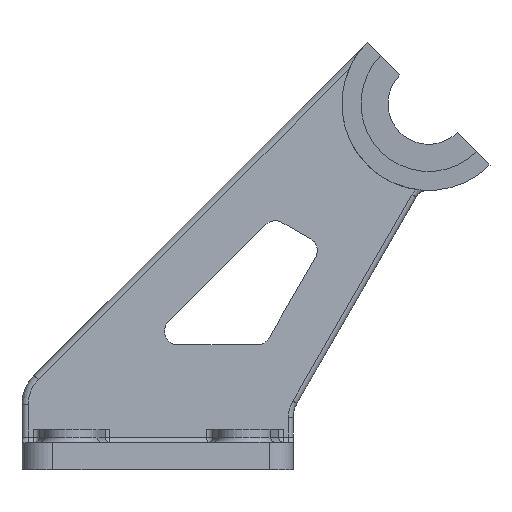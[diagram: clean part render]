
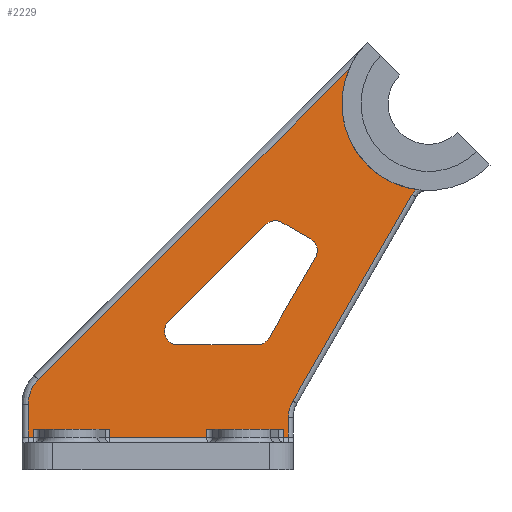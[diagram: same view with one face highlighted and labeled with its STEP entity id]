
A CAD part, front view. The second image highlights one B-rep face of the part: STEP entity #2229.
In plain terms, the highlighted planar face has unit normal (0.139, -0.99, 0).
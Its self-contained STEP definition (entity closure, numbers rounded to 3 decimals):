
#25=FACE_BOUND('',#359,.T.);
#60=ELLIPSE('',#2442,7.069,7.);
#62=ELLIPSE('',#2447,12.118,12.);
#63=ELLIPSE('',#2450,32.314,32.);
#64=ELLIPSE('',#2451,13.128,13.);
#65=ELLIPSE('',#2452,5.049,5.);
#66=ELLIPSE('',#2453,5.049,5.);
#67=ELLIPSE('',#2454,5.049,5.);
#68=ELLIPSE('',#2455,5.049,5.);
#129=PLANE('',#2449);
#233=FACE_OUTER_BOUND('',#358,.T.);
#358=EDGE_LOOP('',(#1732,#1733,#1734,#1735,#1736,#1737,#1738,#1739,#1740,
#1741,#1742,#1743,#1744,#1745,#1746,#1747,#1748));
#359=EDGE_LOOP('',(#1749,#1750,#1751,#1752,#1753,#1754,#1755,#1756));
#466=LINE('',#3381,#644);
#471=LINE('',#3407,#649);
#477=LINE('',#3430,#655);
#484=LINE('',#3450,#662);
#515=LINE('',#3713,#693);
#516=LINE('',#3731,#694);
#518=LINE('',#3768,#696);
#526=LINE('',#3844,#704);
#528=LINE('',#3872,#706);
#529=LINE('',#3877,#707);
#530=LINE('',#3880,#708);
#531=LINE('',#3881,#709);
#532=LINE('',#3882,#710);
#533=LINE('',#3885,#711);
#534=LINE('',#3889,#712);
#535=LINE('',#3893,#713);
#536=LINE('',#3897,#714);
#644=VECTOR('',#2671,3.);
#649=VECTOR('',#2700,3.);
#655=VECTOR('',#2724,3.);
#662=VECTOR('',#2743,3.);
#693=VECTOR('',#2880,1.995);
#694=VECTOR('',#2891,36.247);
#696=VECTOR('',#2911,1.938);
#704=VECTOR('',#2945,88.183);
#706=VECTOR('',#2955,7.321);
#707=VECTOR('',#2960,162.868);
#708=VECTOR('',#2963,12.042);
#709=VECTOR('',#2964,28.384);
#710=VECTOR('',#2965,28.381);
#711=VECTOR('',#2966,29.493);
#712=VECTOR('',#2969,50.967);
#713=VECTOR('',#2972,12.257);
#714=VECTOR('',#2975,34.47);
#931=VERTEX_POINT('',#3374);
#934=VERTEX_POINT('',#3379);
#940=VERTEX_POINT('',#3398);
#943=VERTEX_POINT('',#3405);
#948=VERTEX_POINT('',#3421);
#951=VERTEX_POINT('',#3428);
#955=VERTEX_POINT('',#3443);
#958=VERTEX_POINT('',#3448);
#1002=VERTEX_POINT('',#3711);
#1008=VERTEX_POINT('',#3751);
#1017=VERTEX_POINT('',#3824);
#1020=VERTEX_POINT('',#3829);
#1021=VERTEX_POINT('',#3840);
#1023=VERTEX_POINT('',#3865);
#1025=VERTEX_POINT('',#3874);
#1026=VERTEX_POINT('',#3876);
#1027=VERTEX_POINT('',#3878);
#1028=VERTEX_POINT('',#3883);
#1029=VERTEX_POINT('',#3884);
#1030=VERTEX_POINT('',#3886);
#1031=VERTEX_POINT('',#3888);
#1032=VERTEX_POINT('',#3890);
#1033=VERTEX_POINT('',#3892);
#1034=VERTEX_POINT('',#3894);
#1035=VERTEX_POINT('',#3896);
#1154=EDGE_CURVE('',#934,#931,#466,.T.);
#1166=EDGE_CURVE('',#943,#940,#471,.T.);
#1177=EDGE_CURVE('',#951,#948,#477,.T.);
#1187=EDGE_CURVE('',#958,#955,#484,.T.);
#1258=EDGE_CURVE('',#1002,#934,#515,.T.);
#1263=EDGE_CURVE('',#940,#958,#516,.T.);
#1273=EDGE_CURVE('',#948,#1008,#518,.T.);
#1288=EDGE_CURVE('',#1020,#1017,#60,.T.);
#1291=EDGE_CURVE('',#1017,#1021,#526,.T.);
#1294=EDGE_CURVE('',#1021,#1023,#62,.T.);
#1296=EDGE_CURVE('',#1023,#1002,#528,.T.);
#1297=EDGE_CURVE('',#1025,#1020,#63,.T.);
#1298=EDGE_CURVE('',#1026,#1025,#529,.T.);
#1299=EDGE_CURVE('',#1027,#1026,#64,.T.);
#1300=EDGE_CURVE('',#1008,#1027,#530,.T.);
#1301=EDGE_CURVE('',#951,#955,#531,.T.);
#1302=EDGE_CURVE('',#943,#931,#532,.T.);
#1303=EDGE_CURVE('',#1028,#1029,#533,.T.);
#1304=EDGE_CURVE('',#1029,#1030,#65,.T.);
#1305=EDGE_CURVE('',#1030,#1031,#534,.T.);
#1306=EDGE_CURVE('',#1031,#1032,#66,.T.);
#1307=EDGE_CURVE('',#1032,#1033,#535,.T.);
#1308=EDGE_CURVE('',#1033,#1034,#67,.T.);
#1309=EDGE_CURVE('',#1034,#1035,#536,.T.);
#1310=EDGE_CURVE('',#1035,#1028,#68,.T.);
#1732=ORIENTED_EDGE('',*,*,#1154,.F.);
#1733=ORIENTED_EDGE('',*,*,#1258,.F.);
#1734=ORIENTED_EDGE('',*,*,#1296,.F.);
#1735=ORIENTED_EDGE('',*,*,#1294,.F.);
#1736=ORIENTED_EDGE('',*,*,#1291,.F.);
#1737=ORIENTED_EDGE('',*,*,#1288,.F.);
#1738=ORIENTED_EDGE('',*,*,#1297,.F.);
#1739=ORIENTED_EDGE('',*,*,#1298,.F.);
#1740=ORIENTED_EDGE('',*,*,#1299,.F.);
#1741=ORIENTED_EDGE('',*,*,#1300,.F.);
#1742=ORIENTED_EDGE('',*,*,#1273,.F.);
#1743=ORIENTED_EDGE('',*,*,#1177,.F.);
#1744=ORIENTED_EDGE('',*,*,#1301,.T.);
#1745=ORIENTED_EDGE('',*,*,#1187,.F.);
#1746=ORIENTED_EDGE('',*,*,#1263,.F.);
#1747=ORIENTED_EDGE('',*,*,#1166,.F.);
#1748=ORIENTED_EDGE('',*,*,#1302,.T.);
#1749=ORIENTED_EDGE('',*,*,#1303,.T.);
#1750=ORIENTED_EDGE('',*,*,#1304,.T.);
#1751=ORIENTED_EDGE('',*,*,#1305,.T.);
#1752=ORIENTED_EDGE('',*,*,#1306,.T.);
#1753=ORIENTED_EDGE('',*,*,#1307,.T.);
#1754=ORIENTED_EDGE('',*,*,#1308,.T.);
#1755=ORIENTED_EDGE('',*,*,#1309,.T.);
#1756=ORIENTED_EDGE('',*,*,#1310,.T.);
#2229=ADVANCED_FACE('',(#233,#25),#129,.T.);
#2442=AXIS2_PLACEMENT_3D('',#3838,#2938,#2939);
#2447=AXIS2_PLACEMENT_3D('',#3869,#2950,#2951);
#2449=AXIS2_PLACEMENT_3D('',#3873,#2956,#2957);
#2450=AXIS2_PLACEMENT_3D('',#3875,#2958,#2959);
#2451=AXIS2_PLACEMENT_3D('',#3879,#2961,#2962);
#2452=AXIS2_PLACEMENT_3D('',#3887,#2967,#2968);
#2453=AXIS2_PLACEMENT_3D('',#3891,#2970,#2971);
#2454=AXIS2_PLACEMENT_3D('',#3895,#2973,#2974);
#2455=AXIS2_PLACEMENT_3D('',#3898,#2976,#2977);
#2671=DIRECTION('',(0.,0.,1.));
#2700=DIRECTION('',(0.,0.,-1.));
#2724=DIRECTION('',(0.,0.,-1.));
#2743=DIRECTION('',(0.,0.,1.));
#2880=DIRECTION('',(-0.99,-0.139,0.));
#2891=DIRECTION('',(-0.99,-0.139,0.));
#2911=DIRECTION('',(-0.99,-0.139,0.));
#2938=DIRECTION('center_axis',(0.139,-0.99,0.));
#2939=DIRECTION('ref_axis',(-0.99,-0.139,0.));
#2945=DIRECTION('',(-0.499,-0.07,-0.864));
#2950=DIRECTION('center_axis',(0.139,-0.99,0.));
#2951=DIRECTION('ref_axis',(-0.99,-0.139,0.));
#2955=DIRECTION('',(0.,0.,-1.));
#2956=DIRECTION('center_axis',(0.139,-0.99,0.));
#2957=DIRECTION('ref_axis',(0.,0.,-1.));
#2958=DIRECTION('center_axis',(0.139,-0.99,0.));
#2959=DIRECTION('ref_axis',(0.99,0.139,0.));
#2960=DIRECTION('',(0.704,0.099,0.704));
#2961=DIRECTION('center_axis',(-0.139,0.99,0.));
#2962=DIRECTION('ref_axis',(-0.99,-0.139,0.));
#2963=DIRECTION('',(0.,0.,1.));
#2964=DIRECTION('',(0.99,0.139,0.));
#2965=DIRECTION('',(0.99,0.139,0.));
#2966=DIRECTION('',(-0.99,-0.139,0.));
#2967=DIRECTION('center_axis',(-0.139,0.99,0.));
#2968=DIRECTION('ref_axis',(-0.99,-0.139,0.));
#2969=DIRECTION('',(0.704,0.099,0.704));
#2970=DIRECTION('center_axis',(-0.139,0.99,0.));
#2971=DIRECTION('ref_axis',(-0.99,-0.139,0.));
#2972=DIRECTION('',(0.86,0.121,-0.496));
#2973=DIRECTION('center_axis',(-0.139,0.99,0.));
#2974=DIRECTION('ref_axis',(0.99,0.139,0.));
#2975=DIRECTION('',(-0.499,-0.07,-0.864));
#2976=DIRECTION('center_axis',(-0.139,0.99,0.));
#2977=DIRECTION('ref_axis',(0.99,0.139,0.));
#3374=CARTESIAN_POINT('',(96.303,-18.965,15.));
#3379=CARTESIAN_POINT('',(96.303,-18.965,12.));
#3381=CARTESIAN_POINT('',(96.303,-18.965,5.));
#3398=CARTESIAN_POINT('',(68.199,-22.915,12.));
#3405=CARTESIAN_POINT('',(68.199,-22.915,15.));
#3407=CARTESIAN_POINT('',(68.199,-22.915,5.));
#3421=CARTESIAN_POINT('',(4.197,-31.91,12.));
#3428=CARTESIAN_POINT('',(4.197,-31.91,15.));
#3430=CARTESIAN_POINT('',(4.197,-31.91,5.));
#3443=CARTESIAN_POINT('',(32.305,-27.96,15.));
#3448=CARTESIAN_POINT('',(32.305,-27.96,12.));
#3450=CARTESIAN_POINT('',(32.305,-27.96,5.));
#3711=CARTESIAN_POINT('',(98.278,-18.688,12.));
#3713=CARTESIAN_POINT('',(140.869,-12.702,12.));
#3731=CARTESIAN_POINT('',(140.869,-12.702,12.));
#3751=CARTESIAN_POINT('',(2.278,-32.18,12.));
#3768=CARTESIAN_POINT('',(140.869,-12.702,12.));
#3824=CARTESIAN_POINT('',(143.869,-12.28,101.502));
#3829=CARTESIAN_POINT('',(145.395,-12.066,103.333));
#3838=CARTESIAN_POINT('Origin',(149.931,-11.429,98.002));
#3840=CARTESIAN_POINT('',(99.886,-18.462,25.321));
#3844=CARTESIAN_POINT('',(110.715,-16.94,44.077));
#3865=CARTESIAN_POINT('',(98.278,-18.688,19.321));
#3869=CARTESIAN_POINT('Origin',(110.278,-17.001,19.321));
#3872=CARTESIAN_POINT('',(98.278,-18.688,0.));
#3873=CARTESIAN_POINT('Origin',(231.25,0.,0.));
#3874=CARTESIAN_POINT('',(120.687,-15.539,147.835));
#3875=CARTESIAN_POINT('Origin',(150.,-11.419,135.));
#3876=CARTESIAN_POINT('',(6.086,-31.645,33.234));
#3877=CARTESIAN_POINT('',(116.62,-16.11,143.768));
#3878=CARTESIAN_POINT('',(2.278,-32.18,24.042));
#3879=CARTESIAN_POINT('Origin',(15.278,-30.353,24.042));
#3880=CARTESIAN_POINT('',(2.278,-32.18,0.));
#3881=CARTESIAN_POINT('',(124.537,-14.997,15.));
#3882=CARTESIAN_POINT('',(156.538,-10.5,15.));
#3883=CARTESIAN_POINT('',(86.721,-20.312,46.));
#3884=CARTESIAN_POINT('',(57.515,-24.417,46.));
#3885=CARTESIAN_POINT('',(146.065,-11.972,46.));
#3886=CARTESIAN_POINT('',(53.979,-24.914,54.536));
#3887=CARTESIAN_POINT('Origin',(57.515,-24.417,51.));
#3888=CARTESIAN_POINT('',(89.841,-19.874,90.398));
#3889=CARTESIAN_POINT('',(103.852,-17.905,104.409));
#3890=CARTESIAN_POINT('',(95.877,-19.025,91.192));
#3891=CARTESIAN_POINT('Origin',(93.377,-19.377,86.862));
#3892=CARTESIAN_POINT('',(106.414,-17.545,85.109));
#3893=CARTESIAN_POINT('',(172.524,-8.253,46.94));
#3894=CARTESIAN_POINT('',(108.244,-17.287,78.279));
#3895=CARTESIAN_POINT('Origin',(103.914,-17.896,80.779));
#3896=CARTESIAN_POINT('',(91.051,-19.704,48.5));
#3897=CARTESIAN_POINT('',(98.73,-18.624,61.8));
#3898=CARTESIAN_POINT('Origin',(86.721,-20.312,51.));
